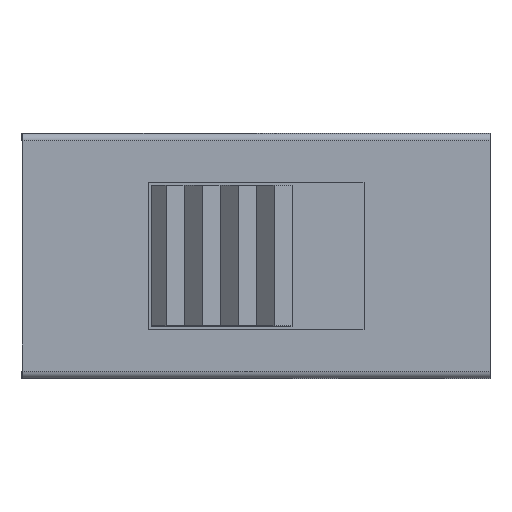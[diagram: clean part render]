
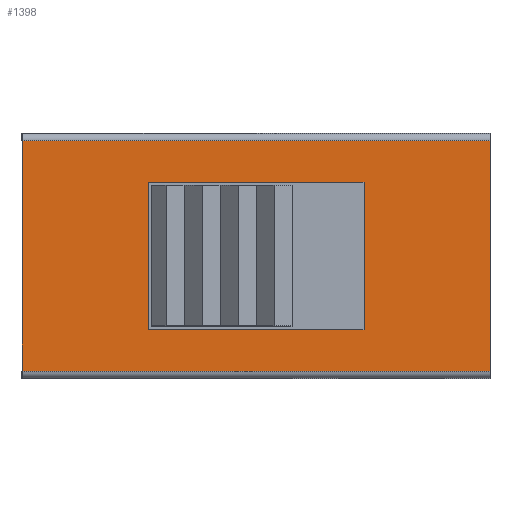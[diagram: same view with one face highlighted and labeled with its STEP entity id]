
A CAD part, top view. The second image highlights one B-rep face of the part: STEP entity #1398.
In plain terms, the highlighted planar face has unit normal (0, 0, 1).
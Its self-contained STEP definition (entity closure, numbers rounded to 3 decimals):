
#109 = ORIENTED_EDGE ( 'NONE', *, *, #3131, .F. ) ;
#131 = CARTESIAN_POINT ( 'NONE',  ( 0., -3.2, 6.3 ) ) ;
#180 = FACE_OUTER_BOUND ( 'NONE', #3756, .T. ) ;
#223 = CARTESIAN_POINT ( 'NONE',  ( 6.5, -3.2, 6.3 ) ) ;
#276 = VECTOR ( 'NONE', #1010, 1000. ) ;
#300 = AXIS2_PLACEMENT_3D ( 'NONE', #1583, #5215, #2986 ) ;
#325 = ORIENTED_EDGE ( 'NONE', *, *, #5802, .T. ) ;
#381 = VECTOR ( 'NONE', #4596, 1000. ) ;
#481 = CARTESIAN_POINT ( 'NONE',  ( -3., -2.05, 6.3 ) ) ;
#623 = VECTOR ( 'NONE', #5337, 1000. ) ;
#787 = CARTESIAN_POINT ( 'NONE',  ( -3., 2.05, 6.3 ) ) ;
#803 = CARTESIAN_POINT ( 'NONE',  ( -6.5, -3.4, 6.3 ) ) ;
#835 = VECTOR ( 'NONE', #2813, 1000. ) ;
#872 = ORIENTED_EDGE ( 'NONE', *, *, #4477, .F. ) ;
#915 = EDGE_CURVE ( 'NONE', #2322, #5735, #2318, .T. ) ;
#1000 = EDGE_LOOP ( 'NONE', ( #3638, #1876, #4387, #109 ) ) ;
#1010 = DIRECTION ( 'NONE',  ( -1., 0., 0. ) ) ;
#1071 = LINE ( 'NONE', #5039, #1706 ) ;
#1103 = VECTOR ( 'NONE', #1406, 1000. ) ;
#1398 = ADVANCED_FACE ( 'NONE', ( #3368, #180 ), #3020, .F. ) ;
#1406 = DIRECTION ( 'NONE',  ( 0., -1., 0. ) ) ;
#1583 = CARTESIAN_POINT ( 'NONE',  ( 0., 0., 6.3 ) ) ;
#1585 = EDGE_CURVE ( 'NONE', #5735, #1595, #2772, .T. ) ;
#1595 = VERTEX_POINT ( 'NONE', #4214 ) ;
#1706 = VECTOR ( 'NONE', #5589, 1000. ) ;
#1745 = LINE ( 'NONE', #803, #623 ) ;
#1793 = ORIENTED_EDGE ( 'NONE', *, *, #3523, .T. ) ;
#1876 = ORIENTED_EDGE ( 'NONE', *, *, #915, .F. ) ;
#2297 = CARTESIAN_POINT ( 'NONE',  ( -3., 2.05, 6.3 ) ) ;
#2318 = LINE ( 'NONE', #481, #1103 ) ;
#2322 = VERTEX_POINT ( 'NONE', #787 ) ;
#2649 = EDGE_CURVE ( 'NONE', #3994, #3231, #5073, .T. ) ;
#2772 = LINE ( 'NONE', #5542, #381 ) ;
#2773 = CARTESIAN_POINT ( 'NONE',  ( 3., -2.05, 6.3 ) ) ;
#2813 = DIRECTION ( 'NONE',  ( 0., 1., 0. ) ) ;
#2834 = CARTESIAN_POINT ( 'NONE',  ( 3., 2.05, 6.3 ) ) ;
#2977 = LINE ( 'NONE', #2773, #3164 ) ;
#2986 = DIRECTION ( 'NONE',  ( -1., 0., 0. ) ) ;
#3020 = PLANE ( 'NONE',  #300 ) ;
#3131 = EDGE_CURVE ( 'NONE', #1595, #4035, #2977, .T. ) ;
#3164 = VECTOR ( 'NONE', #3877, 1000. ) ;
#3231 = VERTEX_POINT ( 'NONE', #3991 ) ;
#3368 = FACE_BOUND ( 'NONE', #1000, .T. ) ;
#3523 = EDGE_CURVE ( 'NONE', #4418, #3231, #1745, .T. ) ;
#3626 = CARTESIAN_POINT ( 'NONE',  ( -6.5, 3.2, 6.3 ) ) ;
#3638 = ORIENTED_EDGE ( 'NONE', *, *, #1585, .F. ) ;
#3756 = EDGE_LOOP ( 'NONE', ( #5580, #325, #872, #1793 ) ) ;
#3779 = CARTESIAN_POINT ( 'NONE',  ( 6.5, 3.2, 6.3 ) ) ;
#3877 = DIRECTION ( 'NONE',  ( 0., 1., 0. ) ) ;
#3991 = CARTESIAN_POINT ( 'NONE',  ( -6.5, -3.2, 6.3 ) ) ;
#3994 = VERTEX_POINT ( 'NONE', #223 ) ;
#4035 = VERTEX_POINT ( 'NONE', #2834 ) ;
#4144 = DIRECTION ( 'NONE',  ( -1., 0., 0. ) ) ;
#4214 = CARTESIAN_POINT ( 'NONE',  ( 3., -2.05, 6.3 ) ) ;
#4223 = EDGE_CURVE ( 'NONE', #4035, #2322, #4587, .T. ) ;
#4285 = CARTESIAN_POINT ( 'NONE',  ( -3., -2.05, 6.3 ) ) ;
#4387 = ORIENTED_EDGE ( 'NONE', *, *, #4223, .F. ) ;
#4418 = VERTEX_POINT ( 'NONE', #3626 ) ;
#4477 = EDGE_CURVE ( 'NONE', #4418, #5389, #1071, .T. ) ;
#4587 = LINE ( 'NONE', #2297, #5817 ) ;
#4596 = DIRECTION ( 'NONE',  ( 1., 0., 0. ) ) ;
#5039 = CARTESIAN_POINT ( 'NONE',  ( 0., 3.2, 6.3 ) ) ;
#5073 = LINE ( 'NONE', #131, #276 ) ;
#5102 = LINE ( 'NONE', #5132, #835 ) ;
#5132 = CARTESIAN_POINT ( 'NONE',  ( 6.5, -3.4, 6.3 ) ) ;
#5215 = DIRECTION ( 'NONE',  ( 0., 0., -1. ) ) ;
#5337 = DIRECTION ( 'NONE',  ( 0., -1., 0. ) ) ;
#5389 = VERTEX_POINT ( 'NONE', #3779 ) ;
#5542 = CARTESIAN_POINT ( 'NONE',  ( -3., -2.05, 6.3 ) ) ;
#5580 = ORIENTED_EDGE ( 'NONE', *, *, #2649, .F. ) ;
#5589 = DIRECTION ( 'NONE',  ( 1., 0., 0. ) ) ;
#5735 = VERTEX_POINT ( 'NONE', #4285 ) ;
#5802 = EDGE_CURVE ( 'NONE', #3994, #5389, #5102, .T. ) ;
#5817 = VECTOR ( 'NONE', #4144, 1000. ) ;
